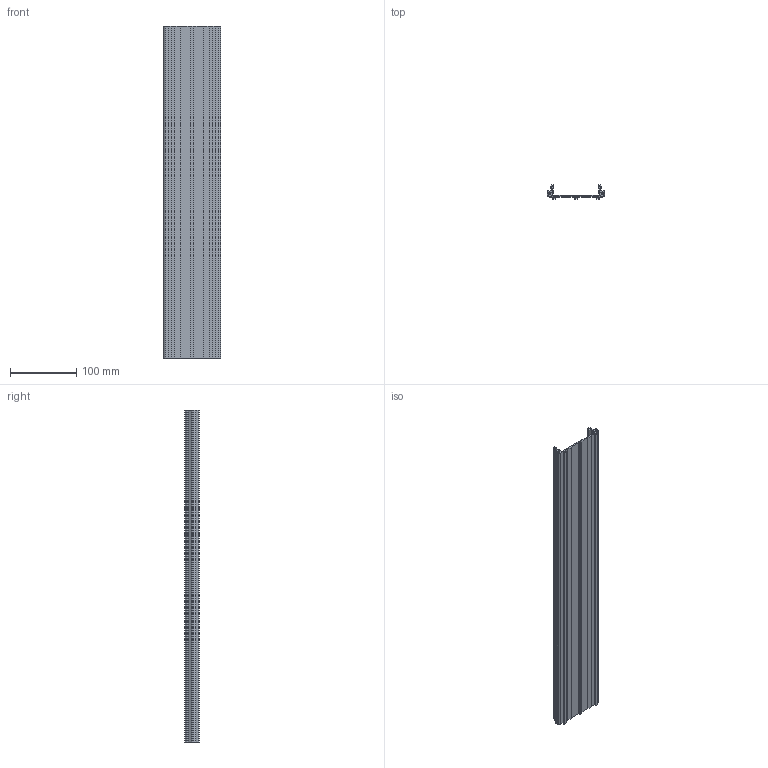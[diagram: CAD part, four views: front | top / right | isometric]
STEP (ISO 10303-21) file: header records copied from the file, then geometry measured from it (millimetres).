
FILE_DESCRIPTION(('STEP AP214'), '1');
FILE_NAME('櫻蠉錪', '2016-01-30T10:41:22', ('Anton S.'), (''), 'ASCON STEP Converter 1.3', 'ASCON Math Kernel', '');
FILE_SCHEMA(('AUTOMOTIVE_DESIGN { 1 0 10303 214 3 1 1}'));
Length unit declared in the file: millimetre
Bounding box: 86.8 x 21.5 x 500 mm (x, y, z)
Volume: 162000.5 mm3; surface area: 164362.3 mm2
Topology: 1 solids, 1 shells, 163 faces, 483 edges, 322 vertices
Faces by surface type: plane 86, cylinder 77
Full cylindrical faces by diameter (mm): 3 x2
Entity records: 6837 total; most frequent: CARTESIAN_POINT 967, DIRECTION 963, ORIENTED_EDGE 962, EDGE_CURVE 481, LINE 327, VECTOR 327, VERTEX_POINT 322, AXIS2_PLACEMENT_3D 318
